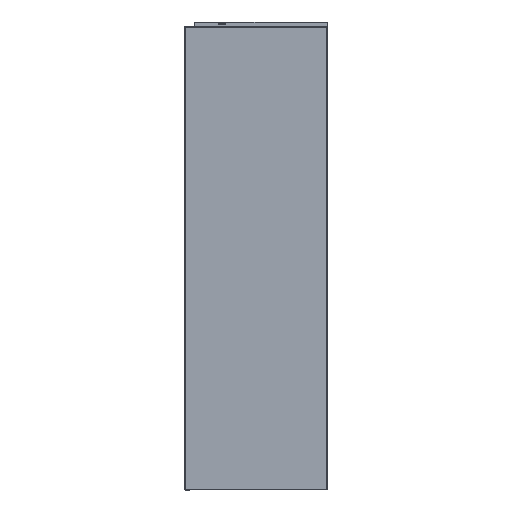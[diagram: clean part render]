
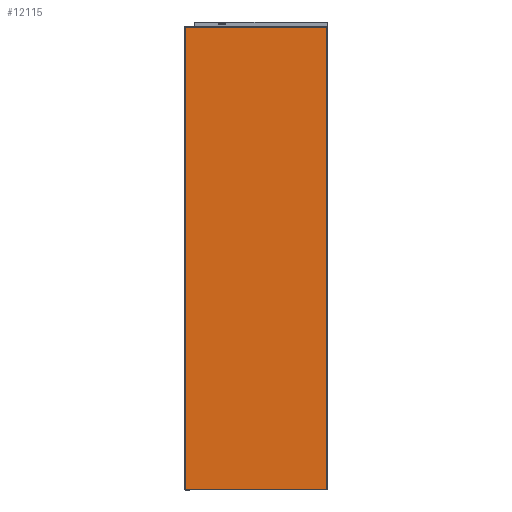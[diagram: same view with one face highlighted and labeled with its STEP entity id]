
A CAD part, top view. The second image highlights one B-rep face of the part: STEP entity #12115.
In plain terms, the highlighted planar face has unit normal (0, 0, 1).
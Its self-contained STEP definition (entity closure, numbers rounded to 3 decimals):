
#254 = VECTOR ( 'NONE', #15660, 1000. ) ;
#2986 = ORIENTED_EDGE ( 'NONE', *, *, #22709, .T. ) ;
#3191 = EDGE_CURVE ( 'NONE', #8486, #25417, #6460, .T. ) ;
#3709 = ORIENTED_EDGE ( 'NONE', *, *, #4769, .T. ) ;
#4251 = CARTESIAN_POINT ( 'NONE',  ( 919.9, -1498.429, 0. ) ) ;
#4521 = CARTESIAN_POINT ( 'NONE',  ( 3.1, 1496.9, 0. ) ) ;
#4671 = DIRECTION ( 'NONE',  ( 0., 1., 0. ) ) ;
#4701 = VECTOR ( 'NONE', #4671, 1000. ) ;
#4769 = EDGE_CURVE ( 'NONE', #26873, #14842, #5865, .T. ) ;
#5200 = EDGE_CURVE ( 'NONE', #14842, #8486, #5423, .T. ) ;
#5423 = LINE ( 'NONE', #14029, #16308 ) ;
#5534 = CARTESIAN_POINT ( 'NONE',  ( 919.9, 1496.9, 0. ) ) ;
#5733 = CARTESIAN_POINT ( 'NONE',  ( 3.1, 1500., 0. ) ) ;
#5865 = LINE ( 'NONE', #5733, #25262 ) ;
#6460 = LINE ( 'NONE', #4251, #4701 ) ;
#7183 = CARTESIAN_POINT ( 'NONE',  ( 921.429, 1496.9, 0. ) ) ;
#8486 = VERTEX_POINT ( 'NONE', #20113 ) ;
#9925 = FACE_OUTER_BOUND ( 'NONE', #21968, .T. ) ;
#12115 = ADVANCED_FACE ( 'NONE', ( #9925 ), #24484, .T. ) ;
#14029 = CARTESIAN_POINT ( 'NONE',  ( 3.1, -1496.9, 0. ) ) ;
#14195 = DIRECTION ( 'NONE',  ( 0., -1., 0. ) ) ;
#14842 = VERTEX_POINT ( 'NONE', #20985 ) ;
#15372 = ORIENTED_EDGE ( 'NONE', *, *, #5200, .T. ) ;
#15660 = DIRECTION ( 'NONE',  ( -1., 0., 0. ) ) ;
#16308 = VECTOR ( 'NONE', #26646, 1000. ) ;
#16309 = DIRECTION ( 'NONE',  ( 1., 0., 0. ) ) ;
#16440 = CARTESIAN_POINT ( 'NONE',  ( 0., 1500., 0. ) ) ;
#18605 = AXIS2_PLACEMENT_3D ( 'NONE', #16440, #26698, #16309 ) ;
#20113 = CARTESIAN_POINT ( 'NONE',  ( 919.9, -1496.9, 0. ) ) ;
#20354 = ORIENTED_EDGE ( 'NONE', *, *, #3191, .T. ) ;
#20985 = CARTESIAN_POINT ( 'NONE',  ( 3.1, -1496.9, 0. ) ) ;
#21968 = EDGE_LOOP ( 'NONE', ( #3709, #15372, #20354, #2986 ) ) ;
#22709 = EDGE_CURVE ( 'NONE', #25417, #26873, #24525, .T. ) ;
#24484 = PLANE ( 'NONE',  #18605 ) ;
#24525 = LINE ( 'NONE', #7183, #254 ) ;
#25262 = VECTOR ( 'NONE', #14195, 1000. ) ;
#25417 = VERTEX_POINT ( 'NONE', #5534 ) ;
#26646 = DIRECTION ( 'NONE',  ( 1., 0., 0. ) ) ;
#26698 = DIRECTION ( 'NONE',  ( 0., 0., 1. ) ) ;
#26873 = VERTEX_POINT ( 'NONE', #4521 ) ;
